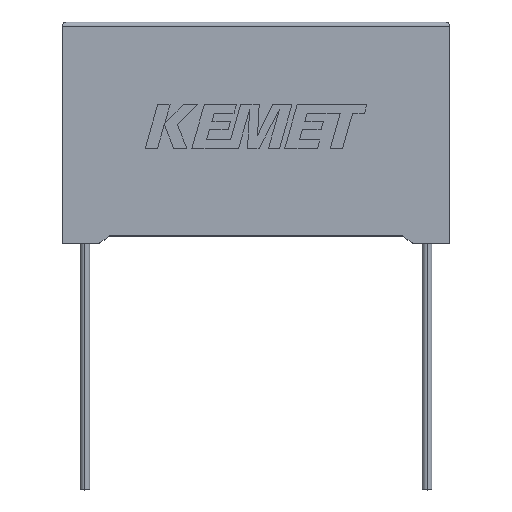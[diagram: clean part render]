
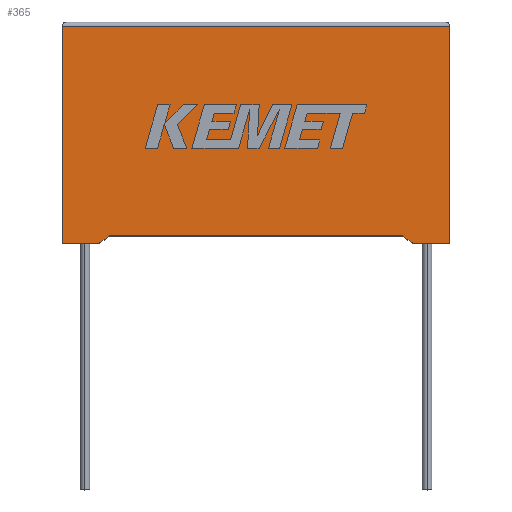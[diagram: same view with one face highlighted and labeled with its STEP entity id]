
A CAD part, top view. The second image highlights one B-rep face of the part: STEP entity #365.
In plain terms, the highlighted planar face has unit normal (0, 0, 1).
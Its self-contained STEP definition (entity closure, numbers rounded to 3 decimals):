
#1 = LINE ( 'NONE', #706, #1153 ) ;
#83 = CARTESIAN_POINT ( 'NONE',  ( 0., 0., 13.3 ) ) ;
#249 = DIRECTION ( 'NONE',  ( 1., 0., 0. ) ) ;
#339 = DIRECTION ( 'NONE',  ( 0., -1., 0. ) ) ;
#355 = DIRECTION ( 'NONE',  ( -0.815, -0.579, 0. ) ) ;
#365 = ADVANCED_FACE ( 'NONE', ( #2923 ), #1245, .F. ) ;
#395 = EDGE_LOOP ( 'NONE', ( #2609, #2047, #975, #2308, #2080, #1607, #739, #2534 ) ) ;
#446 = CARTESIAN_POINT ( 'NONE',  ( 42.5, 0., 13.3 ) ) ;
#498 = VERTEX_POINT ( 'NONE', #841 ) ;
#503 = DIRECTION ( 'NONE',  ( 1., 0., 0. ) ) ;
#505 = LINE ( 'NONE', #916, #719 ) ;
#519 = AXIS2_PLACEMENT_3D ( 'NONE', #83, #1501, #2201 ) ;
#556 = LINE ( 'NONE', #797, #2695 ) ;
#652 = DIRECTION ( 'NONE',  ( 0., 1., 0. ) ) ;
#658 = VERTEX_POINT ( 'NONE', #1587 ) ;
#706 = CARTESIAN_POINT ( 'NONE',  ( 0., 23.8, 13.3 ) ) ;
#717 = VECTOR ( 'NONE', #652, 1000. ) ;
#719 = VECTOR ( 'NONE', #249, 1000. ) ;
#739 = ORIENTED_EDGE ( 'NONE', *, *, #1878, .T. ) ;
#797 = CARTESIAN_POINT ( 'NONE',  ( 0., 0., 13.3 ) ) ;
#820 = CARTESIAN_POINT ( 'NONE',  ( 4., 0., 13.3 ) ) ;
#841 = CARTESIAN_POINT ( 'NONE',  ( 42.5, 0., 13.3 ) ) ;
#885 = CARTESIAN_POINT ( 'NONE',  ( 0., 0., 13.3 ) ) ;
#916 = CARTESIAN_POINT ( 'NONE',  ( 0., 0., 13.3 ) ) ;
#936 = VERTEX_POINT ( 'NONE', #1334 ) ;
#952 = VERTEX_POINT ( 'NONE', #1351 ) ;
#975 = ORIENTED_EDGE ( 'NONE', *, *, #2302, .T. ) ;
#1153 = VECTOR ( 'NONE', #1621, 1000. ) ;
#1231 = LINE ( 'NONE', #1911, #2586 ) ;
#1245 = PLANE ( 'NONE',  #519 ) ;
#1266 = CARTESIAN_POINT ( 'NONE',  ( 38.5, 0., 13.3 ) ) ;
#1334 = CARTESIAN_POINT ( 'NONE',  ( 5.18, 0.838, 13.3 ) ) ;
#1337 = CARTESIAN_POINT ( 'NONE',  ( 0., 23.8, 13.3 ) ) ;
#1351 = CARTESIAN_POINT ( 'NONE',  ( 42.5, 23.8, 13.3 ) ) ;
#1376 = VERTEX_POINT ( 'NONE', #1943 ) ;
#1398 = VERTEX_POINT ( 'NONE', #2617 ) ;
#1479 = LINE ( 'NONE', #2185, #2991 ) ;
#1492 = DIRECTION ( 'NONE',  ( 0.815, -0.579, 0. ) ) ;
#1501 = DIRECTION ( 'NONE',  ( 0., 0., -1. ) ) ;
#1510 = VECTOR ( 'NONE', #503, 1000. ) ;
#1575 = EDGE_CURVE ( 'NONE', #498, #952, #2131, .T. ) ;
#1587 = CARTESIAN_POINT ( 'NONE',  ( 4., 0., 13.3 ) ) ;
#1607 = ORIENTED_EDGE ( 'NONE', *, *, #2254, .F. ) ;
#1621 = DIRECTION ( 'NONE',  ( -1., 0., 0. ) ) ;
#1683 = VERTEX_POINT ( 'NONE', #1337 ) ;
#1878 = EDGE_CURVE ( 'NONE', #1398, #2556, #1479, .T. ) ;
#1911 = CARTESIAN_POINT ( 'NONE',  ( 21.25, 0.838, 13.3 ) ) ;
#1918 = EDGE_CURVE ( 'NONE', #936, #658, #1976, .T. ) ;
#1933 = VECTOR ( 'NONE', #355, 1000. ) ;
#1943 = CARTESIAN_POINT ( 'NONE',  ( 0., 0., 13.3 ) ) ;
#1976 = LINE ( 'NONE', #820, #1933 ) ;
#2047 = ORIENTED_EDGE ( 'NONE', *, *, #2087, .T. ) ;
#2060 = EDGE_CURVE ( 'NONE', #2556, #498, #505, .T. ) ;
#2080 = ORIENTED_EDGE ( 'NONE', *, *, #1918, .F. ) ;
#2087 = EDGE_CURVE ( 'NONE', #952, #1683, #1, .T. ) ;
#2131 = LINE ( 'NONE', #446, #717 ) ;
#2163 = DIRECTION ( 'NONE',  ( -1., 0., 0. ) ) ;
#2185 = CARTESIAN_POINT ( 'NONE',  ( 38.5, 0., 13.3 ) ) ;
#2201 = DIRECTION ( 'NONE',  ( -1., 0., 0. ) ) ;
#2254 = EDGE_CURVE ( 'NONE', #1398, #936, #1231, .T. ) ;
#2302 = EDGE_CURVE ( 'NONE', #1683, #1376, #556, .T. ) ;
#2308 = ORIENTED_EDGE ( 'NONE', *, *, #2901, .T. ) ;
#2316 = LINE ( 'NONE', #885, #1510 ) ;
#2534 = ORIENTED_EDGE ( 'NONE', *, *, #2060, .T. ) ;
#2556 = VERTEX_POINT ( 'NONE', #1266 ) ;
#2586 = VECTOR ( 'NONE', #2163, 1000. ) ;
#2609 = ORIENTED_EDGE ( 'NONE', *, *, #1575, .T. ) ;
#2617 = CARTESIAN_POINT ( 'NONE',  ( 37.32, 0.838, 13.3 ) ) ;
#2695 = VECTOR ( 'NONE', #339, 1000. ) ;
#2901 = EDGE_CURVE ( 'NONE', #1376, #658, #2316, .T. ) ;
#2923 = FACE_OUTER_BOUND ( 'NONE', #395, .T. ) ;
#2991 = VECTOR ( 'NONE', #1492, 1000. ) ;
